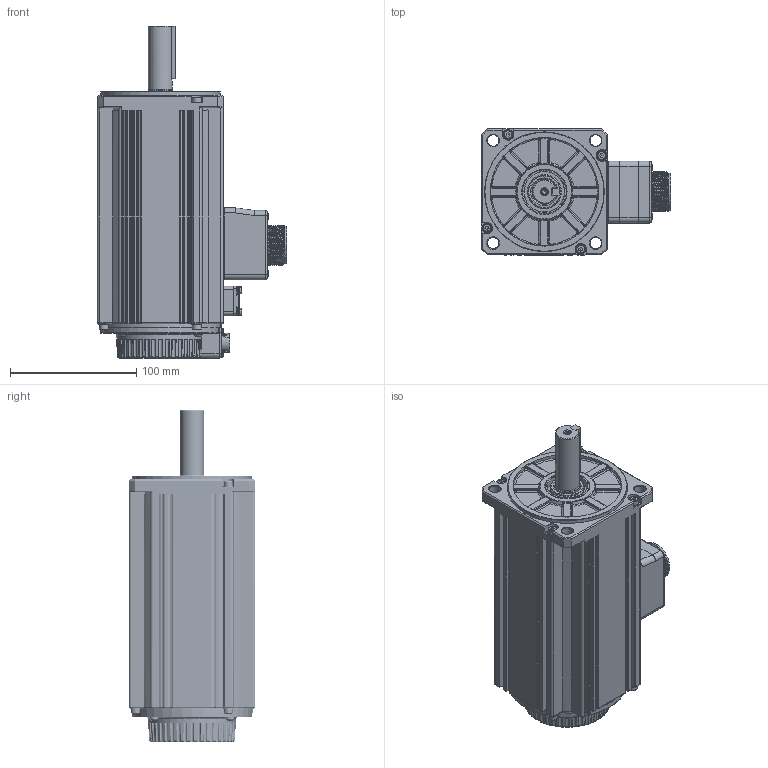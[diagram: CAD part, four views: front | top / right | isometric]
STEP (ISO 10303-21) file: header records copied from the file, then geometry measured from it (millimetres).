
FILE_DESCRIPTION( ('This file contains a STEP AP42 implementation' ,'as created by ZW3D STEP Interface translator.') ,'2;1' );
FILE_NAME( 'SV-X6MA250A-B4LA 20230105.stp' ,'23 1 7.1539 2', (''), ('ZWCAD Software Co.'), 'Version 1.0', 'ZW3D to STEP translator', '' );
FILE_SCHEMA(('AUTOMOTIVE_DESIGN { 1 0 10303 214 1 1 1 1 }'));
Length unit declared in the file: millimetre
Products named in the file (1): 0
Bounding box: 150.1 x 100 x 263.25 mm (x, y, z)
Volume: 1843184.7 mm3; surface area: 141051.7 mm2
Topology: 1 solids, 5 shells, 2573 faces, 6912 edges, 4378 vertices
Faces by surface type: plane 928, cylinder 877, bspline 470, torus 150, cone 114, sphere 34
Full cylindrical faces by diameter (mm): 0.8 x4, 1 x10, 2.5 x90, 3 x92, 3.1 x4, 3.2 x8, 4.2 x12, 5 x12, 5.1 x1, 5.5 x5, 5.8 x4, 6 x8, 6.5 x4, 6.7 x4, 7 x8, 8 x8, 9 x4, 11.8 x1, 15.2 x1, 18.8 x1, 19 x1, 19.8 x1, 26 x1, 26.85 x1, 29.8 x1, 32 x1, 32.1 x1, 35 x1, 86 x1, 95 x2
Entity records: 156096 total; most frequent: CARTESIAN_POINT 95416, ORIENTED_EDGE 13572, DIRECTION 9889, EDGE_CURVE 6786, VERTEX_POINT 4363, AXIS2_PLACEMENT_3D 3717, EDGE_LOOP 2733, B_SPLINE_CURVE_WITH_KNOTS 2700
